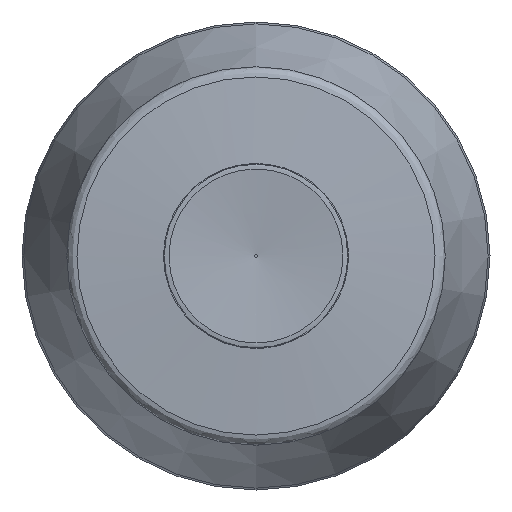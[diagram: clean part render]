
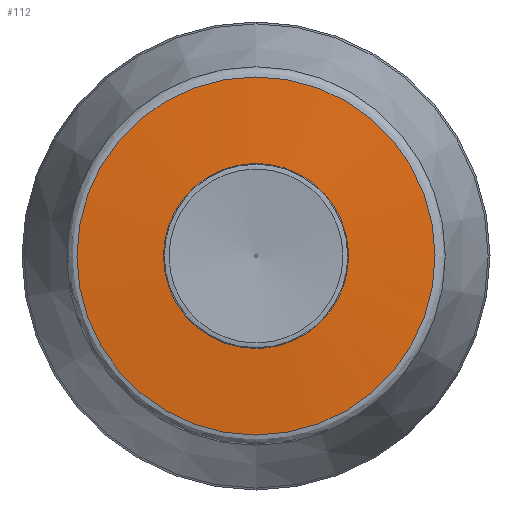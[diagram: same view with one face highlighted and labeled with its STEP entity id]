
A CAD part, left-side view. The second image highlights one B-rep face of the part: STEP entity #112.
In plain terms, the highlighted face is a revolution surface.
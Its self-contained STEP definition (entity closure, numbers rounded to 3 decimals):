
#26=SURFACE_OF_REVOLUTION('',#41,#34);
#34=AXIS1_PLACEMENT('',#651,#550);
#41=LINE('',#650,#45);
#45=VECTOR('',#549,6.34);
#112=ADVANCED_FACE('',(#168,#169),#26,.T.);
#168=FACE_BOUND('',#226,.T.);
#169=FACE_BOUND('',#227,.T.);
#226=EDGE_LOOP('',(#284));
#227=EDGE_LOOP('',(#285));
#284=ORIENTED_EDGE('',*,*,#350,.F.);
#285=ORIENTED_EDGE('',*,*,#348,.T.);
#319=VERTEX_POINT('',#643);
#321=VERTEX_POINT('',#649);
#348=EDGE_CURVE('',#319,#319,#377,.T.);
#350=EDGE_CURVE('',#321,#321,#380,.T.);
#377=CIRCLE('',#434,6.723);
#380=CIRCLE('',#437,13.01);
#434=AXIS2_PLACEMENT_3D('',#642,#540,#541);
#437=AXIS2_PLACEMENT_3D('',#648,#547,#548);
#540=DIRECTION('',(1.,0.,0.));
#541=DIRECTION('',(0.,0.,-1.));
#547=DIRECTION('',(1.,0.,0.));
#548=DIRECTION('',(0.,0.,-1.));
#549=DIRECTION('',(0.07,-0.992,0.104));
#550=DIRECTION('',(1.,0.,0.));
#642=CARTESIAN_POINT('',(0.052,0.,0.));
#643=CARTESIAN_POINT('',(0.052,0.,-6.723));
#648=CARTESIAN_POINT('',(0.494,0.,0.));
#649=CARTESIAN_POINT('',(0.494,0.,-13.01));
#650=CARTESIAN_POINT('',(0.052,-6.503,1.704));
#651=CARTESIAN_POINT('',(6.,0.,0.));
